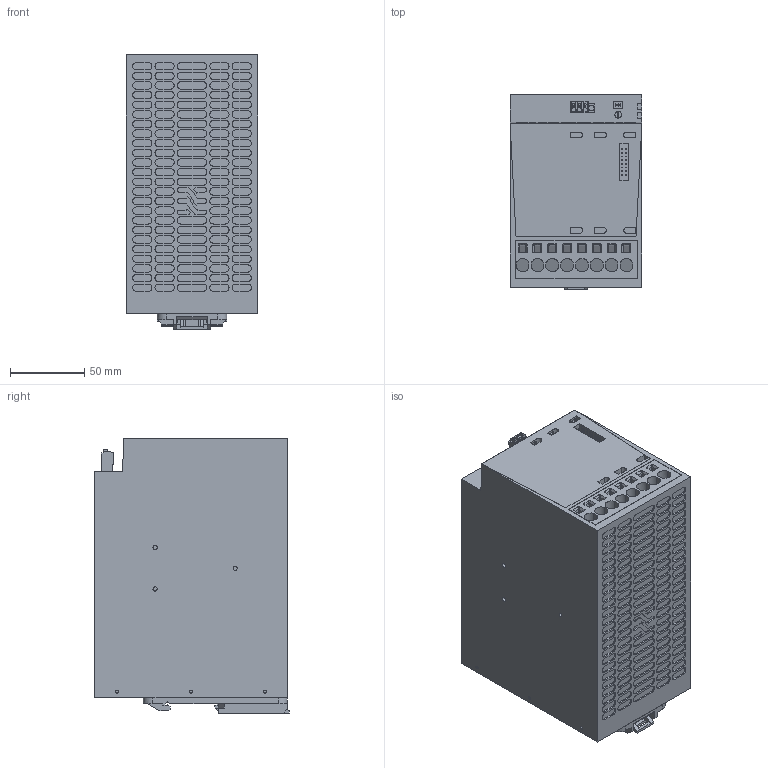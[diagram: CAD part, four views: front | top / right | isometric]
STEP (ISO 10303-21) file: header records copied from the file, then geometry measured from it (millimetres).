
FILE_DESCRIPTION(('CATIA V5 STEP Exchange','CAx-IF Rec.Pracs.--- Model Styling and Organization---1.4--- 2014-01-23'),'2;1');
FILE_NAME ('12811715_5', '2020-11-03T10:42:21+00:00', ('none'), ('Weidmueller'), 'CATIA Version 5-6 Release 2016 SP3 HF44', 'CATIA V5 STEP AP214', 'none');
FILE_SCHEMA(('AUTOMOTIVE_DESIGN { 1 0 10303 214 1 1 1 1 }'));
Products named in the file (1): 2467120100
Bounding box: 89 x 131.2 x 185.2 mm (x, y, z)
Volume: 1981821 mm3; surface area: 144141.5 mm2
Topology: 33 solids, 33 shells, 2023 faces, 5087 edges, 3421 vertices
Faces by surface type: plane 1399, cylinder 366, extrusion 236, bspline 16, cone 6
Entity records: 65288 total; most frequent: CARTESIAN_POINT 19584, ORIENTED_EDGE 10174, DIRECTION 6293, EDGE_CURVE 5079, VECTOR 3709, LINE 3473, VERTEX_POINT 3411, EDGE_LOOP 2330
